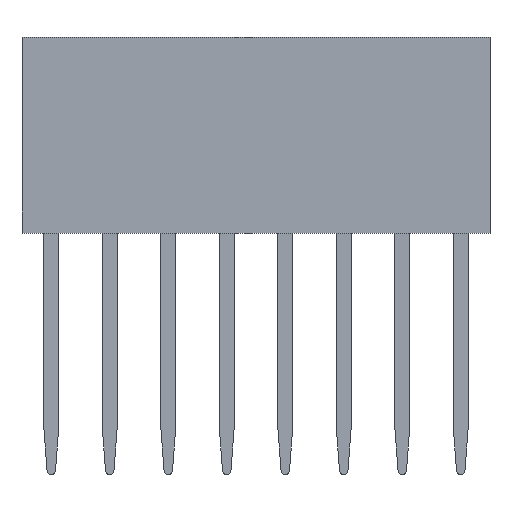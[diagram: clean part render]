
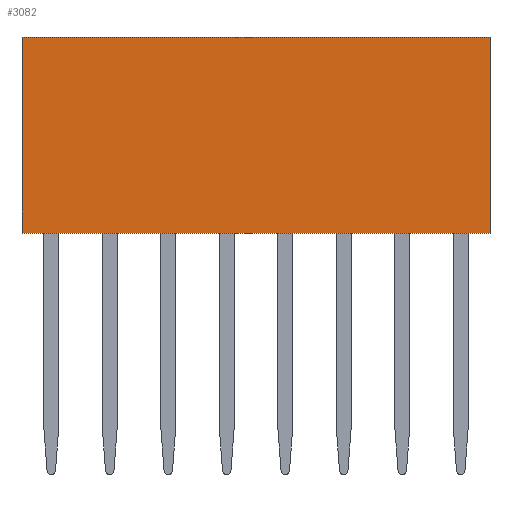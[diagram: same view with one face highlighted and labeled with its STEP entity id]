
A CAD part, front view. The second image highlights one B-rep face of the part: STEP entity #3082.
In plain terms, the highlighted planar face has unit normal (0, -1, 0).
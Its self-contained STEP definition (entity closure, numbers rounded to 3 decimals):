
#81 = VECTOR ( 'NONE', #332, 1000. ) ;
#233 = VERTEX_POINT ( 'NONE', #2157 ) ;
#278 = EDGE_CURVE ( 'NONE', #3795, #233, #2114, .T. ) ;
#332 = DIRECTION ( 'NONE',  ( 1., 0., 0. ) ) ;
#469 = DIRECTION ( 'NONE',  ( 0., 0., -1. ) ) ;
#661 = CARTESIAN_POINT ( 'NONE',  ( -20.32, 0., 0. ) ) ;
#799 = ORIENTED_EDGE ( 'NONE', *, *, #1748, .T. ) ;
#929 = CARTESIAN_POINT ( 'NONE',  ( -20.32, 0., 0. ) ) ;
#1055 = PLANE ( 'NONE',  #4664 ) ;
#1122 = ORIENTED_EDGE ( 'NONE', *, *, #278, .T. ) ;
#1209 = CARTESIAN_POINT ( 'NONE',  ( 0., 0., 0. ) ) ;
#1285 = VERTEX_POINT ( 'NONE', #4161 ) ;
#1322 = VECTOR ( 'NONE', #469, 1000. ) ;
#1509 = EDGE_CURVE ( 'NONE', #1285, #233, #4020, .T. ) ;
#1606 = DIRECTION ( 'NONE',  ( 1., 0., 0. ) ) ;
#1633 = CARTESIAN_POINT ( 'NONE',  ( -20.32, 0., 0. ) ) ;
#1642 = EDGE_CURVE ( 'NONE', #3339, #1285, #3799, .T. ) ;
#1748 = EDGE_CURVE ( 'NONE', #3339, #3795, #3824, .T. ) ;
#2032 = EDGE_LOOP ( 'NONE', ( #2118, #3362, #799, #1122 ) ) ;
#2114 = LINE ( 'NONE', #3573, #81 ) ;
#2118 = ORIENTED_EDGE ( 'NONE', *, *, #1509, .F. ) ;
#2157 = CARTESIAN_POINT ( 'NONE',  ( 0., 0., -8.5 ) ) ;
#2369 = DIRECTION ( 'NONE',  ( 0., 0., -1. ) ) ;
#2502 = CARTESIAN_POINT ( 'NONE',  ( -20.32, 0., 0. ) ) ;
#2804 = FACE_OUTER_BOUND ( 'NONE', #2032, .T. ) ;
#3082 = ADVANCED_FACE ( 'NONE', ( #2804 ), #1055, .T. ) ;
#3083 = VECTOR ( 'NONE', #2369, 1000. ) ;
#3148 = CARTESIAN_POINT ( 'NONE',  ( -20.32, 0., -8.5 ) ) ;
#3339 = VERTEX_POINT ( 'NONE', #661 ) ;
#3349 = DIRECTION ( 'NONE',  ( 0., -1., 0. ) ) ;
#3362 = ORIENTED_EDGE ( 'NONE', *, *, #1642, .F. ) ;
#3573 = CARTESIAN_POINT ( 'NONE',  ( -20.32, 0., -8.5 ) ) ;
#3795 = VERTEX_POINT ( 'NONE', #3148 ) ;
#3799 = LINE ( 'NONE', #1633, #4126 ) ;
#3824 = LINE ( 'NONE', #929, #3083 ) ;
#4020 = LINE ( 'NONE', #1209, #1322 ) ;
#4047 = DIRECTION ( 'NONE',  ( 0., 0., -1. ) ) ;
#4126 = VECTOR ( 'NONE', #1606, 1000. ) ;
#4161 = CARTESIAN_POINT ( 'NONE',  ( 0., 0., 0. ) ) ;
#4664 = AXIS2_PLACEMENT_3D ( 'NONE', #2502, #3349, #4047 ) ;
